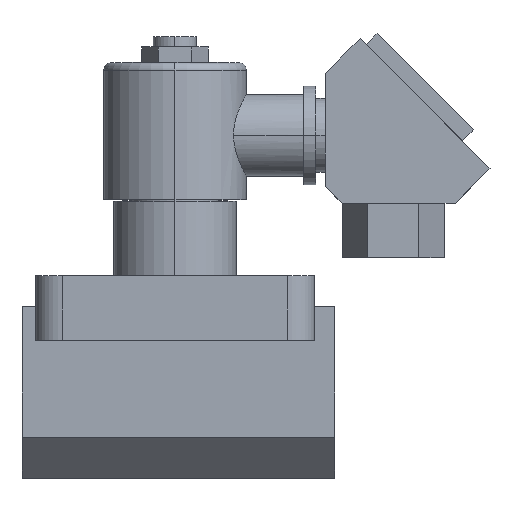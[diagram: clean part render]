
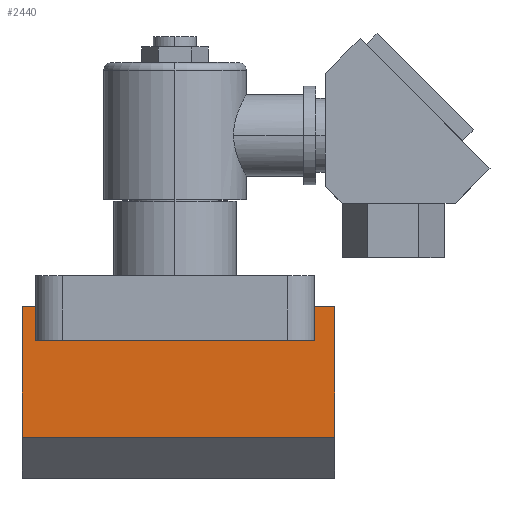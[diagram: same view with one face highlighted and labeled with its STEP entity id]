
A CAD part, top view. The second image highlights one B-rep face of the part: STEP entity #2440.
In plain terms, the highlighted planar face has unit normal (0, 0, 1).
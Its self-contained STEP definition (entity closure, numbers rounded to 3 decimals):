
#68 = LINE ( 'NONE', #2445, #539 ) ;
#102 = EDGE_CURVE ( 'NONE', #2142, #1506, #1008, .T. ) ;
#145 = CARTESIAN_POINT ( 'NONE',  ( 41., -33.8, 20.5 ) ) ;
#225 = LINE ( 'NONE', #1908, #281 ) ;
#241 = VERTEX_POINT ( 'NONE', #476 ) ;
#281 = VECTOR ( 'NONE', #1769, 1000. ) ;
#351 = DIRECTION ( 'NONE',  ( 0., -1., 0. ) ) ;
#366 = CARTESIAN_POINT ( 'NONE',  ( -45., -23.8, 20.5 ) ) ;
#384 = CARTESIAN_POINT ( 'NONE',  ( -41., -33.8, 20.5 ) ) ;
#440 = ORIENTED_EDGE ( 'NONE', *, *, #2443, .F. ) ;
#461 = VERTEX_POINT ( 'NONE', #2044 ) ;
#476 = CARTESIAN_POINT ( 'NONE',  ( -41., -33.8, 20.5 ) ) ;
#523 = EDGE_CURVE ( 'NONE', #241, #461, #2691, .T. ) ;
#539 = VECTOR ( 'NONE', #1780, 1000. ) ;
#603 = LINE ( 'NONE', #384, #671 ) ;
#671 = VECTOR ( 'NONE', #351, 1000. ) ;
#739 = PLANE ( 'NONE',  #2133 ) ;
#804 = DIRECTION ( 'NONE',  ( -1., 0., 0. ) ) ;
#998 = DIRECTION ( 'NONE',  ( 0., 1., 0. ) ) ;
#1008 = LINE ( 'NONE', #2700, #1595 ) ;
#1013 = DIRECTION ( 'NONE',  ( 1., 0., 0. ) ) ;
#1031 = ORIENTED_EDGE ( 'NONE', *, *, #1097, .F. ) ;
#1097 = EDGE_CURVE ( 'NONE', #2142, #2280, #68, .T. ) ;
#1205 = LINE ( 'NONE', #145, #1686 ) ;
#1236 = LINE ( 'NONE', #2309, #2216 ) ;
#1320 = ORIENTED_EDGE ( 'NONE', *, *, #1402, .F. ) ;
#1339 = FACE_OUTER_BOUND ( 'NONE', #2689, .T. ) ;
#1343 = VERTEX_POINT ( 'NONE', #2030 ) ;
#1361 = DIRECTION ( 'NONE',  ( 0., 0., -1. ) ) ;
#1363 = CARTESIAN_POINT ( 'NONE',  ( 41., -23.8, 20.5 ) ) ;
#1393 = DIRECTION ( 'NONE',  ( 0., 1., 0. ) ) ;
#1402 = EDGE_CURVE ( 'NONE', #2109, #241, #603, .T. ) ;
#1414 = EDGE_CURVE ( 'NONE', #2109, #2182, #1236, .T. ) ;
#1506 = VERTEX_POINT ( 'NONE', #1363 ) ;
#1595 = VECTOR ( 'NONE', #2714, 1000. ) ;
#1631 = CARTESIAN_POINT ( 'NONE',  ( 41., -33.8, 20.5 ) ) ;
#1639 = CARTESIAN_POINT ( 'NONE',  ( 47., -23.8, 20.5 ) ) ;
#1686 = VECTOR ( 'NONE', #998, 1000. ) ;
#1745 = ORIENTED_EDGE ( 'NONE', *, *, #2205, .F. ) ;
#1769 = DIRECTION ( 'NONE',  ( 0., -1., 0. ) ) ;
#1780 = DIRECTION ( 'NONE',  ( 0., -1., 0. ) ) ;
#1894 = ORIENTED_EDGE ( 'NONE', *, *, #102, .T. ) ;
#1908 = CARTESIAN_POINT ( 'NONE',  ( -45., -23.8, 20.5 ) ) ;
#1992 = DIRECTION ( 'NONE',  ( -1., 0., 0. ) ) ;
#2030 = CARTESIAN_POINT ( 'NONE',  ( -45., -62.3, 20.5 ) ) ;
#2044 = CARTESIAN_POINT ( 'NONE',  ( 41., -33.8, 20.5 ) ) ;
#2063 = CARTESIAN_POINT ( 'NONE',  ( -41., -23.8, 20.5 ) ) ;
#2086 = VECTOR ( 'NONE', #1992, 1000. ) ;
#2109 = VERTEX_POINT ( 'NONE', #2063 ) ;
#2133 = AXIS2_PLACEMENT_3D ( 'NONE', #2449, #1361, #1393 ) ;
#2142 = VERTEX_POINT ( 'NONE', #1639 ) ;
#2177 = CARTESIAN_POINT ( 'NONE',  ( 47., -62.3, 20.5 ) ) ;
#2182 = VERTEX_POINT ( 'NONE', #366 ) ;
#2198 = LINE ( 'NONE', #2177, #2086 ) ;
#2205 = EDGE_CURVE ( 'NONE', #461, #1506, #1205, .T. ) ;
#2216 = VECTOR ( 'NONE', #804, 1000. ) ;
#2280 = VERTEX_POINT ( 'NONE', #2543 ) ;
#2303 = VECTOR ( 'NONE', #1013, 1000. ) ;
#2309 = CARTESIAN_POINT ( 'NONE',  ( 47., -23.8, 20.5 ) ) ;
#2330 = ORIENTED_EDGE ( 'NONE', *, *, #1414, .T. ) ;
#2352 = EDGE_CURVE ( 'NONE', #2182, #1343, #225, .T. ) ;
#2374 = ORIENTED_EDGE ( 'NONE', *, *, #2352, .T. ) ;
#2440 = ADVANCED_FACE ( 'NONE', ( #1339 ), #739, .F. ) ;
#2443 = EDGE_CURVE ( 'NONE', #2280, #1343, #2198, .T. ) ;
#2445 = CARTESIAN_POINT ( 'NONE',  ( 47., -23.8, 20.5 ) ) ;
#2449 = CARTESIAN_POINT ( 'NONE',  ( 47., -23.8, 20.5 ) ) ;
#2543 = CARTESIAN_POINT ( 'NONE',  ( 47., -62.3, 20.5 ) ) ;
#2656 = ORIENTED_EDGE ( 'NONE', *, *, #523, .F. ) ;
#2689 = EDGE_LOOP ( 'NONE', ( #1320, #2330, #2374, #440, #1031, #1894, #1745, #2656 ) ) ;
#2691 = LINE ( 'NONE', #1631, #2303 ) ;
#2700 = CARTESIAN_POINT ( 'NONE',  ( 47., -23.8, 20.5 ) ) ;
#2714 = DIRECTION ( 'NONE',  ( -1., 0., 0. ) ) ;
